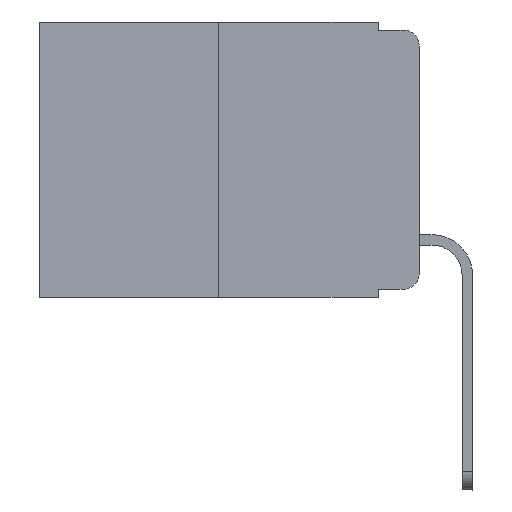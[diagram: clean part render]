
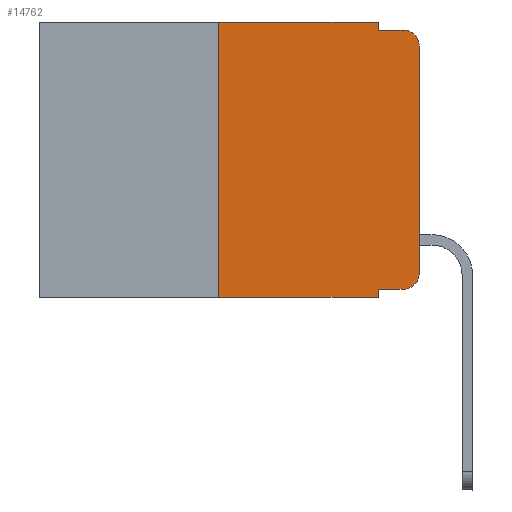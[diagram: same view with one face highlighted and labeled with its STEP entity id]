
A CAD part, left-side view. The second image highlights one B-rep face of the part: STEP entity #14762.
In plain terms, the highlighted planar face has unit normal (-1, 0, 0).
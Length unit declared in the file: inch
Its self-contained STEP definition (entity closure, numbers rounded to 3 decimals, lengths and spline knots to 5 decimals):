
#176 = CARTESIAN_POINT ( 'NONE',  ( 0., 0.051, -0.01 ) ) ;
#651 = VECTOR ( 'NONE', #20164, 39.37008 ) ;
#697 = AXIS2_PLACEMENT_3D ( 'NONE', #18643, #1068, #4826 ) ;
#744 = VERTEX_POINT ( 'NONE', #23207 ) ;
#1068 = DIRECTION ( 'NONE',  ( -1., 0., 0. ) ) ;
#1248 = EDGE_CURVE ( 'NONE', #3738, #4264, #23443, .T. ) ;
#1590 = VERTEX_POINT ( 'NONE', #18903 ) ;
#1962 = CARTESIAN_POINT ( 'NONE',  ( 0., 0., -0.313 ) ) ;
#2082 = CARTESIAN_POINT ( 'NONE',  ( 0., 0.051, 0. ) ) ;
#2085 = CARTESIAN_POINT ( 'NONE',  ( 0., 0.051, 0. ) ) ;
#2131 = PLANE ( 'NONE',  #22388 ) ;
#2262 = ORIENTED_EDGE ( 'NONE', *, *, #1248, .F. ) ;
#2265 = DIRECTION ( 'NONE',  ( 0., 0., -1. ) ) ;
#2359 = EDGE_CURVE ( 'NONE', #23509, #10222, #9234, .T. ) ;
#2575 = CARTESIAN_POINT ( 'NONE',  ( 0., 0.051, 0. ) ) ;
#2862 = CARTESIAN_POINT ( 'NONE',  ( 0., 0.051, -0.333 ) ) ;
#2873 = ORIENTED_EDGE ( 'NONE', *, *, #25159, .T. ) ;
#3024 = LINE ( 'NONE', #22950, #15421 ) ;
#3203 = DIRECTION ( 'NONE',  ( 0., 0., 1. ) ) ;
#3738 = VERTEX_POINT ( 'NONE', #176 ) ;
#4154 = DIRECTION ( 'NONE',  ( 0., 0., 1. ) ) ;
#4168 = CARTESIAN_POINT ( 'NONE',  ( 0., 0.051, -0.01 ) ) ;
#4264 = VERTEX_POINT ( 'NONE', #12414 ) ;
#4331 = DIRECTION ( 'NONE',  ( 1., 0., 0. ) ) ;
#4826 = DIRECTION ( 'NONE',  ( 0., 0., -1. ) ) ;
#6929 = DIRECTION ( 'NONE',  ( 0., -1., 0. ) ) ;
#7019 = CARTESIAN_POINT ( 'NONE',  ( 0., 0.25, 0. ) ) ;
#7065 = ORIENTED_EDGE ( 'NONE', *, *, #17504, .T. ) ;
#7487 = CIRCLE ( 'NONE', #9555, 0.02 ) ;
#7696 = EDGE_CURVE ( 'NONE', #11553, #10288, #23387, .T. ) ;
#8058 = CARTESIAN_POINT ( 'NONE',  ( 0., 0.051, -0.333 ) ) ;
#8235 = ORIENTED_EDGE ( 'NONE', *, *, #25145, .F. ) ;
#8463 = CARTESIAN_POINT ( 'NONE',  ( 0., 0.473, 0. ) ) ;
#8503 = CARTESIAN_POINT ( 'NONE',  ( 0., 0.02, -0.03 ) ) ;
#8994 = VECTOR ( 'NONE', #4154, 39.37008 ) ;
#9234 = LINE ( 'NONE', #17133, #13127 ) ;
#9485 = EDGE_LOOP ( 'NONE', ( #2873, #13496, #2262, #16778, #21276, #23097, #20518, #8235, #7065, #25130 ) ) ;
#9555 = AXIS2_PLACEMENT_3D ( 'NONE', #8503, #24668, #10708 ) ;
#9973 = DIRECTION ( 'NONE',  ( 0., 0., -1. ) ) ;
#10222 = VERTEX_POINT ( 'NONE', #2082 ) ;
#10288 = VERTEX_POINT ( 'NONE', #1962 ) ;
#10482 = LINE ( 'NONE', #2085, #20122 ) ;
#10708 = DIRECTION ( 'NONE',  ( 0., 0., -1. ) ) ;
#10967 = CARTESIAN_POINT ( 'NONE',  ( 0., 0.25, 0. ) ) ;
#11553 = VERTEX_POINT ( 'NONE', #23816 ) ;
#11684 = VECTOR ( 'NONE', #17764, 39.37008 ) ;
#11690 = VERTEX_POINT ( 'NONE', #2862 ) ;
#12150 = VECTOR ( 'NONE', #3203, 39.37008 ) ;
#12414 = CARTESIAN_POINT ( 'NONE',  ( 0., 0.02, -0.01 ) ) ;
#13127 = VECTOR ( 'NONE', #25263, 39.37008 ) ;
#13496 = ORIENTED_EDGE ( 'NONE', *, *, #19939, .T. ) ;
#14762 = ADVANCED_FACE ( 'NONE', ( #22044 ), #2131, .F. ) ;
#15421 = VECTOR ( 'NONE', #6929, 39.37008 ) ;
#15687 = DIRECTION ( 'NONE',  ( 0., -1., 0. ) ) ;
#16055 = EDGE_CURVE ( 'NONE', #744, #1590, #3024, .T. ) ;
#16778 = ORIENTED_EDGE ( 'NONE', *, *, #19426, .F. ) ;
#16934 = EDGE_CURVE ( 'NONE', #744, #23509, #24792, .T. ) ;
#17133 = CARTESIAN_POINT ( 'NONE',  ( 0., 0.473, 0. ) ) ;
#17504 = EDGE_CURVE ( 'NONE', #11690, #11553, #23840, .T. ) ;
#17764 = DIRECTION ( 'NONE',  ( 0., -1., 0. ) ) ;
#17855 = LINE ( 'NONE', #21878, #8994 ) ;
#18332 = CARTESIAN_POINT ( 'NONE',  ( 0., 0., -0.03 ) ) ;
#18643 = CARTESIAN_POINT ( 'NONE',  ( 0., 0.02, -0.313 ) ) ;
#18903 = CARTESIAN_POINT ( 'NONE',  ( 0., 0.051, -0.343 ) ) ;
#19426 = EDGE_CURVE ( 'NONE', #10222, #3738, #22120, .T. ) ;
#19939 = EDGE_CURVE ( 'NONE', #25483, #4264, #7487, .T. ) ;
#20122 = VECTOR ( 'NONE', #9973, 39.37008 ) ;
#20164 = DIRECTION ( 'NONE',  ( 0., 0., -1. ) ) ;
#20518 = ORIENTED_EDGE ( 'NONE', *, *, #16055, .T. ) ;
#21276 = ORIENTED_EDGE ( 'NONE', *, *, #2359, .F. ) ;
#21878 = CARTESIAN_POINT ( 'NONE',  ( 0., 0., 0. ) ) ;
#22044 = FACE_OUTER_BOUND ( 'NONE', #9485, .T. ) ;
#22120 = LINE ( 'NONE', #2575, #651 ) ;
#22388 = AXIS2_PLACEMENT_3D ( 'NONE', #8463, #4331, #2265 ) ;
#22950 = CARTESIAN_POINT ( 'NONE',  ( 0., 0.473, -0.343 ) ) ;
#23097 = ORIENTED_EDGE ( 'NONE', *, *, #16934, .F. ) ;
#23207 = CARTESIAN_POINT ( 'NONE',  ( 0., 0.25, -0.343 ) ) ;
#23387 = CIRCLE ( 'NONE', #697, 0.02 ) ;
#23443 = LINE ( 'NONE', #4168, #25155 ) ;
#23509 = VERTEX_POINT ( 'NONE', #7019 ) ;
#23816 = CARTESIAN_POINT ( 'NONE',  ( 0., 0.02, -0.333 ) ) ;
#23840 = LINE ( 'NONE', #8058, #11684 ) ;
#24668 = DIRECTION ( 'NONE',  ( -1., 0., 0. ) ) ;
#24792 = LINE ( 'NONE', #10967, #12150 ) ;
#25130 = ORIENTED_EDGE ( 'NONE', *, *, #7696, .T. ) ;
#25145 = EDGE_CURVE ( 'NONE', #11690, #1590, #10482, .T. ) ;
#25155 = VECTOR ( 'NONE', #15687, 39.37008 ) ;
#25159 = EDGE_CURVE ( 'NONE', #10288, #25483, #17855, .T. ) ;
#25263 = DIRECTION ( 'NONE',  ( 0., -1., 0. ) ) ;
#25483 = VERTEX_POINT ( 'NONE', #18332 ) ;
